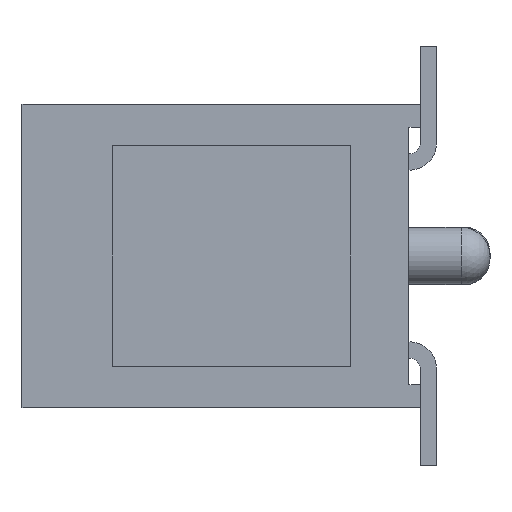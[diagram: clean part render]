
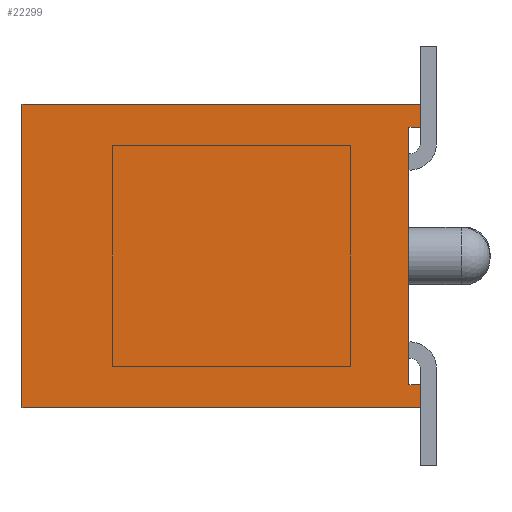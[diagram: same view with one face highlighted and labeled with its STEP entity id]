
A CAD part, left-side view. The second image highlights one B-rep face of the part: STEP entity #22299.
In plain terms, the highlighted planar face has unit normal (-1, 0, 0).
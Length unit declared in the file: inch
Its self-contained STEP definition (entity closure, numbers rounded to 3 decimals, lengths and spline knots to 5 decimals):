
#5466=ORIENTED_EDGE('',*,*,#9182,.T.);
#5467=ORIENTED_EDGE('',*,*,#9183,.T.);
#5468=ORIENTED_EDGE('',*,*,#9184,.F.);
#5469=ORIENTED_EDGE('',*,*,#9185,.F.);
#5470=ORIENTED_EDGE('',*,*,#9186,.T.);
#5471=ORIENTED_EDGE('',*,*,#9187,.T.);
#5472=ORIENTED_EDGE('',*,*,#9188,.T.);
#5473=ORIENTED_EDGE('',*,*,#9189,.T.);
#9182=EDGE_CURVE('',#11415,#11416,#14130,.T.);
#9183=EDGE_CURVE('',#11416,#11417,#14131,.T.);
#9184=EDGE_CURVE('',#11418,#11417,#14132,.T.);
#9185=EDGE_CURVE('',#11419,#11418,#14133,.T.);
#9186=EDGE_CURVE('',#11419,#11420,#14134,.T.);
#9187=EDGE_CURVE('',#11420,#11421,#14135,.T.);
#9188=EDGE_CURVE('',#11421,#11422,#14136,.T.);
#9189=EDGE_CURVE('',#11422,#11415,#14137,.T.);
#11415=VERTEX_POINT('',#34696);
#11416=VERTEX_POINT('',#34697);
#11417=VERTEX_POINT('',#34699);
#11418=VERTEX_POINT('',#34701);
#11419=VERTEX_POINT('',#34703);
#11420=VERTEX_POINT('',#34705);
#11421=VERTEX_POINT('',#34707);
#11422=VERTEX_POINT('',#34709);
#14130=LINE('',#34695,#16982);
#14131=LINE('',#34698,#16983);
#14132=LINE('',#34700,#16984);
#14133=LINE('',#34702,#16985);
#14134=LINE('',#34704,#16986);
#14135=LINE('',#34706,#16987);
#14136=LINE('',#34708,#16988);
#14137=LINE('',#34710,#16989);
#16982=VECTOR('',#28521,39.37008);
#16983=VECTOR('',#28522,39.37008);
#16984=VECTOR('',#28523,39.37008);
#16985=VECTOR('',#28524,39.37008);
#16986=VECTOR('',#28525,39.37008);
#16987=VECTOR('',#28526,39.37008);
#16988=VECTOR('',#28527,39.37008);
#16989=VECTOR('',#28528,39.37008);
#18592=EDGE_LOOP('',(#5466,#5467,#5468,#5469,#5470,#5471,#5472,#5473));
#20018=FACE_BOUND('',#18592,.T.);
#21184=PLANE('',#23684);
#22299=ADVANCED_FACE('',(#20018),#21184,.F.);
#23684=AXIS2_PLACEMENT_3D('',#34694,#28519,#28520);
#28519=DIRECTION('',(1.,0.,0.));
#28520=DIRECTION('',(0.,0.,-1.));
#28521=DIRECTION('',(0.,-1.,0.));
#28522=DIRECTION('',(0.,0.,1.));
#28523=DIRECTION('',(0.,-1.,0.));
#28524=DIRECTION('',(0.,0.,1.));
#28525=DIRECTION('',(0.,-1.,0.));
#28526=DIRECTION('',(0.,0.,1.));
#28527=DIRECTION('',(0.,1.,0.));
#28528=DIRECTION('',(0.,0.,1.));
#34694=CARTESIAN_POINT('',(-0.55225,0.172,-0.0655));
#34695=CARTESIAN_POINT('',(-0.55225,0.005,0.0555));
#34696=CARTESIAN_POINT('',(-0.55225,0.005,0.0555));
#34697=CARTESIAN_POINT('',(-0.55225,0.,0.0555));
#34698=CARTESIAN_POINT('',(-0.55225,0.,-0.0655));
#34699=CARTESIAN_POINT('',(-0.55225,0.,0.0655));
#34700=CARTESIAN_POINT('',(-0.55225,0.172,0.0655));
#34701=CARTESIAN_POINT('',(-0.55225,0.172,0.0655));
#34702=CARTESIAN_POINT('',(-0.55225,0.172,-0.0655));
#34703=CARTESIAN_POINT('',(-0.55225,0.172,-0.0655));
#34704=CARTESIAN_POINT('',(-0.55225,0.172,-0.0655));
#34705=CARTESIAN_POINT('',(-0.55225,0.,-0.0655));
#34706=CARTESIAN_POINT('',(-0.55225,0.,-0.0655));
#34707=CARTESIAN_POINT('',(-0.55225,0.,-0.0555));
#34708=CARTESIAN_POINT('',(-0.55225,0.,-0.0555));
#34709=CARTESIAN_POINT('',(-0.55225,0.005,-0.0555));
#34710=CARTESIAN_POINT('',(-0.55225,0.005,-0.0555));
